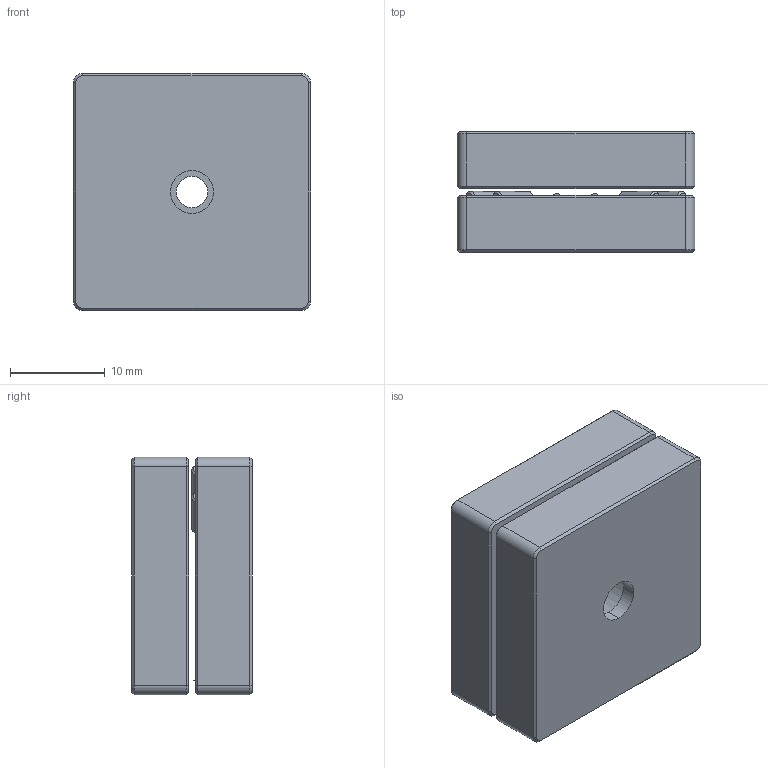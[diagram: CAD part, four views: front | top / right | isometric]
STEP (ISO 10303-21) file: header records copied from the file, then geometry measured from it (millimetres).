
FILE_DESCRIPTION (( 'STEP AP203' ), '1' );
FILE_NAME ('1.4.6.51_ZGD-K25T_可调光学接杆底座，尺寸25mmx25mm，带M4螺纹孔.STEP', '2022-03-09T05:15:24', ( 'China' ), ( 'Home' ), 'SwSTEP 2.0', 'SolidWorks 2018', '' );
FILE_SCHEMA (( 'CONFIG_CONTROL_DESIGN' ));
Length unit declared in the file: millimetre
Products named in the file (1): 1.4.6.51_ZGD-K25T_可调光学接杆底座，尺寸25mmx25mm，带M4螺纹孔
Bounding box: 25 x 12.7 x 25 mm (x, y, z)
Surface area: 3641.6 mm2 (no closed solid volume)
Topology: 0 solids, 8 shells, 104 faces, 293 edges, 200 vertices
Faces by surface type: plane 42, cylinder 38, cone 24
Entity records: 3469 total; most frequent: DIRECTION 637, CARTESIAN_POINT 598, ORIENTED_EDGE 500, EDGE_CURVE 293, AXIS2_PLACEMENT_3D 239, VERTEX_POINT 200, LINE 159, VECTOR 159
